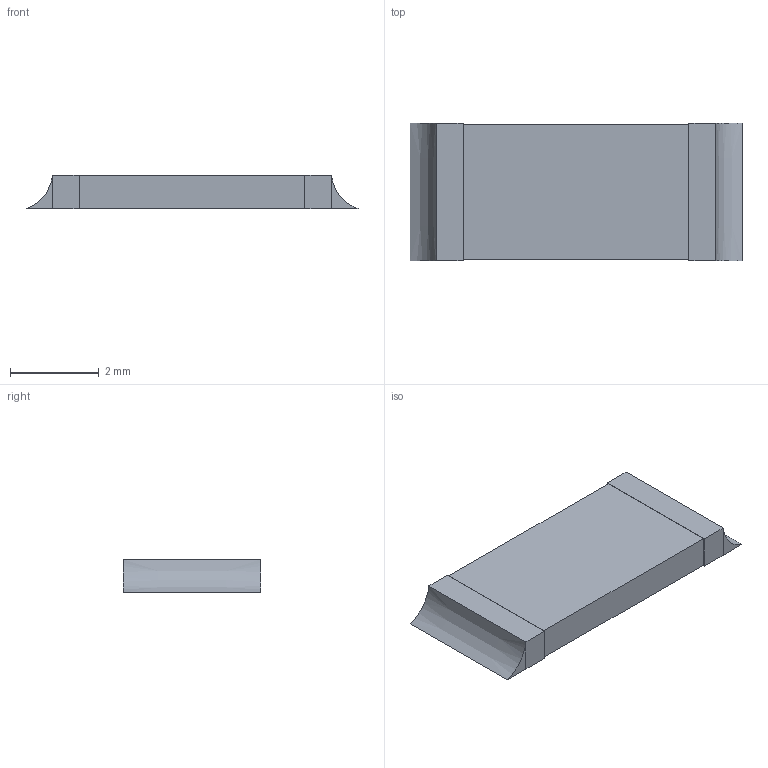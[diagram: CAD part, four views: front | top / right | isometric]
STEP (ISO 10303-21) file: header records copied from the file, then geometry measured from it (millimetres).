
FILE_DESCRIPTION(('STEP AP242'), '1');
FILE_NAME('RES-2512-H0.70', '', ('UNSPECIFIED'), ('UNSPECIFIED'), 'C3D Converter', 'C3D Toolkit', '');
FILE_SCHEMA(('AP242_MANAGED_MODEL_BASED_3D_ENGINEERING_MIM_LF { 1 0 10303 442 1 1 4 }'));
Length unit declared in the file: millimetre
Products named in the file (5): ASSEMBLY; term1; term2; body
Assembly tree (4 placements, depth 2):
  ASSEMBLY
    term1
    term2
    body
    (unnamed)
Bounding box: 7.5 x 3.1 x 0.75 mm (x, y, z)
Volume: 15 mm3; surface area: 76.7 mm2
Topology: 5 solids, 5 shells, 28 faces, 54 edges, 36 vertices
Faces by surface type: plane 26, extrusion 2
Entity records: 1116 total; most frequent: CARTESIAN_POINT 135, DIRECTION 114, ORIENTED_EDGE 108, EDGE_CURVE 54, VECTOR 52, LINE 50, VERTEX_POINT 36, AXIS2_PLACEMENT_3D 31
